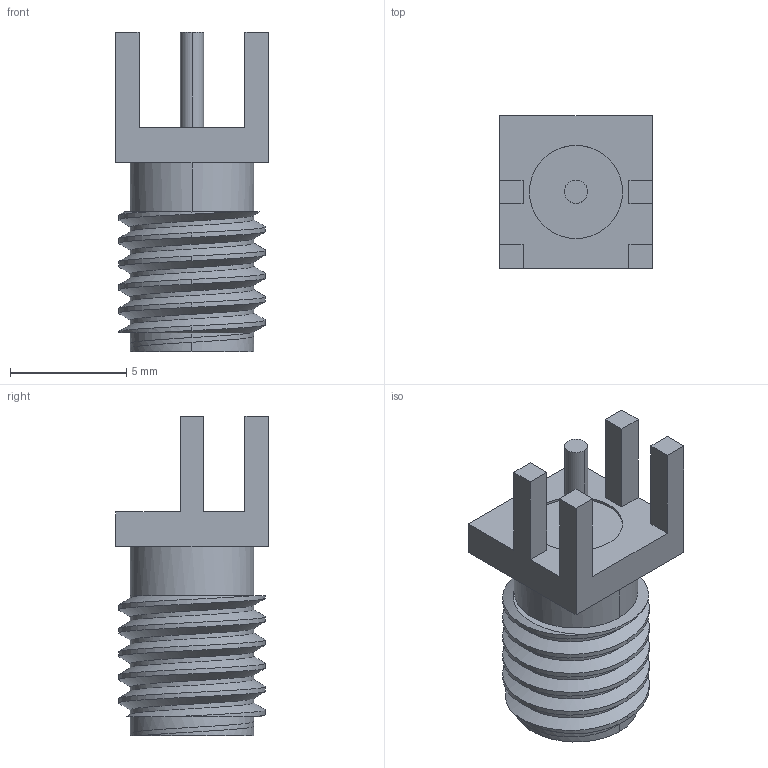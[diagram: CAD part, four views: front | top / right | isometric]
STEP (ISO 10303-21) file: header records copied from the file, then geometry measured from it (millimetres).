
FILE_DESCRIPTION (( 'STEP AP214' ), '1' );
FILE_NAME ('SMA-PCB.STEP', '2015-03-22T11:50:46', ( '' ), ( '' ), 'SwSTEP 2.0', 'SolidWorks 2014', '' );
FILE_SCHEMA (( 'AUTOMOTIVE_DESIGN' ));
Length unit declared in the file: millimetre
Products named in the file (2): SMA-PCB
Assembly tree (1 placements, depth 2):
  SMA-PCB
    SMA-PCB
Bounding box: 6.55 x 6.55 x 13.7 mm (x, y, z)
Volume: 243.3 mm3; surface area: 448.3 mm2
Topology: 1 solids, 1 shells, 56 faces, 143 edges, 94 vertices
Faces by surface type: plane 27, cylinder 26, bspline 3
Entity records: 2787 total; most frequent: CARTESIAN_POINT 1429, ORIENTED_EDGE 286, DIRECTION 248, EDGE_CURVE 143, VERTEX_POINT 94, AXIS2_PLACEMENT_3D 85, LINE 78, VECTOR 78
